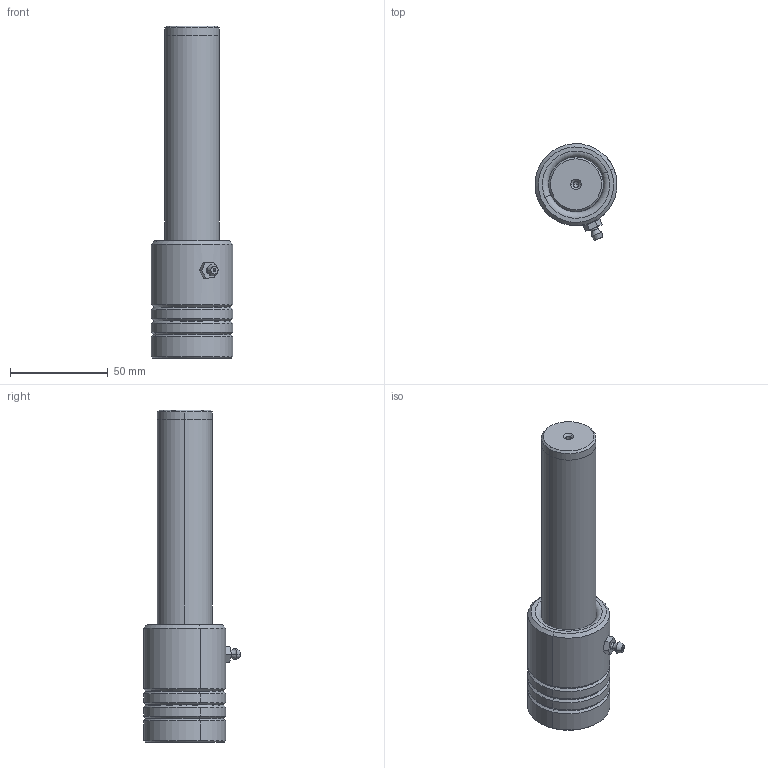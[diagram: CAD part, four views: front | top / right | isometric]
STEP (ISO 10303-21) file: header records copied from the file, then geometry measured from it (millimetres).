
FILE_DESCRIPTION (( 'STEP AP214' ), '1' );
FILE_NAME ('HPD-D28-L170(BL-60).STEP', '2021-09-30T02:13:33', ( '' ), ( '' ), 'SwSTEP 2.0', 'SolidWorks 2016', '' );
FILE_SCHEMA (( 'AUTOMOTIVE_DESIGN' ));
Length unit declared in the file: millimetre
Products named in the file (10): 蛁蚐郲; LXB-D42-d28-L60; LSP-D28-L170; HPD-D28-L170(BL-60); LXB-D42-d28-L60郪蚾
Assembly tree (6 placements, depth 3):
  蛁蚐郲
  LSP-D28-L170
  HPD-D28-L170(BL-60)
    LXB-D42-d28-L60郪蚾
      LXB-D42-d28-L60
  HPD-D28-L170(BL-60)
    LSP-D28-L170
    LXB-D42-d28-L60郪蚾
      LXB-D42-d28-L60
      蛁蚐郲
Bounding box: 41.96 x 49.46 x 170 mm (x, y, z)
Volume: 149559.3 mm3; surface area: 31468.3 mm2
Topology: 3 solids, 3 shells, 116 faces, 267 edges, 160 vertices
Faces by surface type: cylinder 31, cone 30, plane 21, torus 20, bspline 14
Entity records: 7489 total; most frequent: CARTESIAN_POINT 4687, DIRECTION 545, ORIENTED_EDGE 522, EDGE_CURVE 261, AXIS2_PLACEMENT_3D 229, VERTEX_POINT 156, EDGE_LOOP 127, ADVANCED_FACE 116
